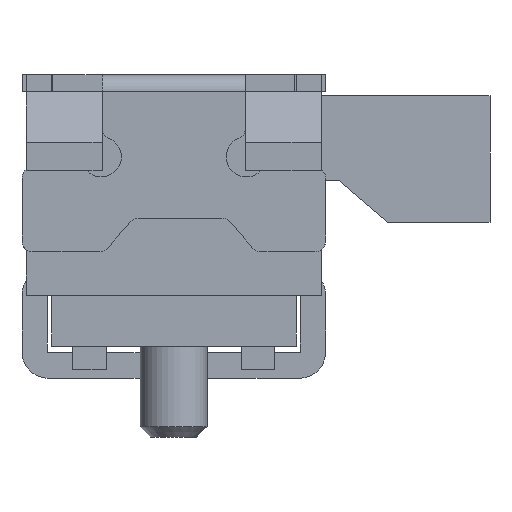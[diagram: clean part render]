
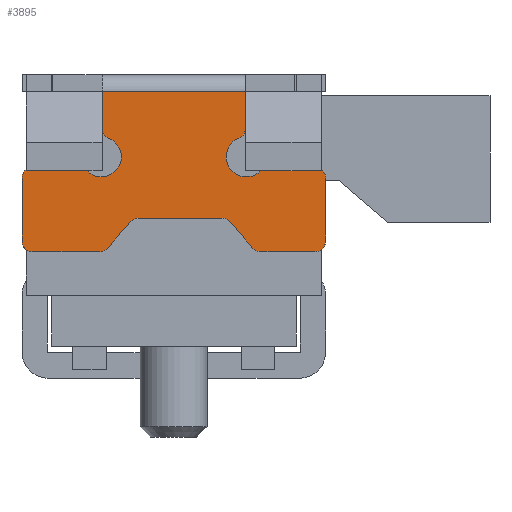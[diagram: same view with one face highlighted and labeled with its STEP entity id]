
A CAD part, left-side view. The second image highlights one B-rep face of the part: STEP entity #3895.
In plain terms, the highlighted planar face has unit normal (-1, 0, 0).
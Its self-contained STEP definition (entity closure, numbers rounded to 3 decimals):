
#203 = VERTEX_POINT('',#204);
#204 = CARTESIAN_POINT('',(-4.403,-1.036,2.476));
#212 = EDGE_CURVE('',#203,#213,#215,.T.);
#213 = VERTEX_POINT('',#214);
#214 = CARTESIAN_POINT('',(-4.403,-0.776,
    2.862));
#215 = CIRCLE('',#216,0.238);
#216 = AXIS2_PLACEMENT_3D('',#217,#218,#219);
#217 = CARTESIAN_POINT('',(-4.403,-0.865,2.641));
#218 = DIRECTION('',(1.,0.,0.));
#219 = DIRECTION('',(0.,-0.72,-0.694));
#679 = VERTEX_POINT('',#680);
#680 = CARTESIAN_POINT('',(-4.403,-0.942,
    1.559));
#686 = EDGE_CURVE('',#687,#679,#689,.T.);
#687 = VERTEX_POINT('',#688);
#688 = CARTESIAN_POINT('',(-4.403,-0.67,
    1.871));
#689 = LINE('',#690,#691);
#690 = CARTESIAN_POINT('',(-4.403,-0.67,
    1.871));
#691 = VECTOR('',#692,1.);
#692 = DIRECTION('',(0.,-0.656,-0.755));
#885 = VERTEX_POINT('',#886);
#886 = CARTESIAN_POINT('',(-4.403,-0.855,2.98));
#892 = EDGE_CURVE('',#213,#885,#893,.T.);
#893 = CIRCLE('',#894,0.127);
#894 = AXIS2_PLACEMENT_3D('',#895,#896,#897);
#895 = CARTESIAN_POINT('',(-4.403,-0.728,2.98));
#896 = DIRECTION('',(-1.,0.,0.));
#897 = DIRECTION('',(0.,-0.374,-0.927));
#1367 = VERTEX_POINT('',#1368);
#1368 = CARTESIAN_POINT('',(-4.403,0.766,
    2.862));
#1374 = EDGE_CURVE('',#1375,#1367,#1377,.T.);
#1375 = VERTEX_POINT('',#1376);
#1376 = CARTESIAN_POINT('',(-4.403,0.845,2.98));
#1377 = CIRCLE('',#1378,0.127);
#1378 = AXIS2_PLACEMENT_3D('',#1379,#1380,#1381);
#1379 = CARTESIAN_POINT('',(-4.403,0.718,2.98));
#1380 = DIRECTION('',(-1.,0.,0.));
#1381 = DIRECTION('',(0.,1.,0.));
#1831 = VERTEX_POINT('',#1832);
#1832 = CARTESIAN_POINT('',(-4.403,-1.678,1.515));
#1838 = EDGE_CURVE('',#1831,#1839,#1841,.T.);
#1839 = VERTEX_POINT('',#1840);
#1840 = CARTESIAN_POINT('',(-4.403,-1.038,1.515));
#1841 = LINE('',#1842,#1843);
#1842 = CARTESIAN_POINT('',(-4.403,-1.678,1.515));
#1843 = VECTOR('',#1844,1.);
#1844 = DIRECTION('',(0.,1.,0.));
#1981 = EDGE_CURVE('',#1982,#1984,#1986,.T.);
#1982 = VERTEX_POINT('',#1983);
#1983 = CARTESIAN_POINT('',(-4.403,1.795,2.388));
#1984 = VERTEX_POINT('',#1985);
#1985 = CARTESIAN_POINT('',(-4.403,1.795,1.642));
#1986 = LINE('',#1987,#1988);
#1987 = CARTESIAN_POINT('',(-4.403,1.795,2.388));
#1988 = VECTOR('',#1989,1.);
#1989 = DIRECTION('',(0.,0.,-1.));
#2508 = EDGE_CURVE('',#2509,#1982,#2511,.T.);
#2509 = VERTEX_POINT('',#2510);
#2510 = CARTESIAN_POINT('',(-4.403,1.745,2.489));
#2511 = CIRCLE('',#2512,0.127);
#2512 = AXIS2_PLACEMENT_3D('',#2513,#2514,#2515);
#2513 = CARTESIAN_POINT('',(-4.403,1.668,2.388));
#2514 = DIRECTION('',(-1.,0.,0.));
#2515 = DIRECTION('',(0.,0.606,0.795));
#2754 = VERTEX_POINT('',#2755);
#2755 = CARTESIAN_POINT('',(-4.403,0.845,3.044));
#2801 = VERTEX_POINT('',#2802);
#2802 = CARTESIAN_POINT('',(-4.403,-0.855,3.044));
#2808 = EDGE_CURVE('',#885,#2801,#2809,.T.);
#2809 = LINE('',#2810,#2811);
#2810 = CARTESIAN_POINT('',(-4.403,-0.855,2.98));
#2811 = VECTOR('',#2812,1.);
#2812 = DIRECTION('',(0.,0.,1.));
#2877 = EDGE_CURVE('',#1375,#2754,#2878,.T.);
#2878 = LINE('',#2879,#2880);
#2879 = CARTESIAN_POINT('',(-4.403,0.845,2.98));
#2880 = VECTOR('',#2881,1.);
#2881 = DIRECTION('',(0.,0.,1.));
#3594 = VERTEX_POINT('',#3595);
#3595 = CARTESIAN_POINT('',(-4.403,-1.755,2.476));
#3601 = EDGE_CURVE('',#3602,#3594,#3604,.T.);
#3602 = VERTEX_POINT('',#3603);
#3603 = CARTESIAN_POINT('',(-4.403,-1.755,2.489));
#3604 = LINE('',#3605,#3606);
#3605 = CARTESIAN_POINT('',(-4.403,-1.755,2.489));
#3606 = VECTOR('',#3607,1.);
#3607 = DIRECTION('',(0.,0.,-1.));
#3895 = ADVANCED_FACE('',(#3896),#4048,.F.);
#3896 = FACE_BOUND('',#3897,.T.);
#3897 = EDGE_LOOP('',(#3898,#3904,#3905,#3906,#3907,#3915,#3923,#3929,
    #3930,#3931,#3940,#3948,#3954,#3955,#3956,#3965,#3973,#3982,#3990,
    #3999,#4007,#4014,#4015,#4022,#4023,#4032,#4040,#4047));
#3898 = ORIENTED_EDGE('',*,*,#3899,.F.);
#3899 = EDGE_CURVE('',#203,#3594,#3900,.T.);
#3900 = LINE('',#3901,#3902);
#3901 = CARTESIAN_POINT('',(-4.403,-1.036,2.476));
#3902 = VECTOR('',#3903,1.);
#3903 = DIRECTION('',(0.,-1.,0.));
#3904 = ORIENTED_EDGE('',*,*,#212,.T.);
#3905 = ORIENTED_EDGE('',*,*,#892,.T.);
#3906 = ORIENTED_EDGE('',*,*,#2808,.T.);
#3907 = ORIENTED_EDGE('',*,*,#3908,.F.);
#3908 = EDGE_CURVE('',#3909,#2801,#3911,.T.);
#3909 = VERTEX_POINT('',#3910);
#3910 = CARTESIAN_POINT('',(-4.403,-0.855,3.412));
#3911 = LINE('',#3912,#3913);
#3912 = CARTESIAN_POINT('',(-4.403,-0.855,3.412));
#3913 = VECTOR('',#3914,1.);
#3914 = DIRECTION('',(0.,0.,-1.));
#3915 = ORIENTED_EDGE('',*,*,#3916,.T.);
#3916 = EDGE_CURVE('',#3909,#3917,#3919,.T.);
#3917 = VERTEX_POINT('',#3918);
#3918 = CARTESIAN_POINT('',(-4.403,0.845,3.412));
#3919 = LINE('',#3920,#3921);
#3920 = CARTESIAN_POINT('',(-4.403,-0.855,3.412));
#3921 = VECTOR('',#3922,1.);
#3922 = DIRECTION('',(0.,1.,0.));
#3923 = ORIENTED_EDGE('',*,*,#3924,.T.);
#3924 = EDGE_CURVE('',#3917,#2754,#3925,.T.);
#3925 = LINE('',#3926,#3927);
#3926 = CARTESIAN_POINT('',(-4.403,0.845,3.412));
#3927 = VECTOR('',#3928,1.);
#3928 = DIRECTION('',(0.,0.,-1.));
#3929 = ORIENTED_EDGE('',*,*,#2877,.F.);
#3930 = ORIENTED_EDGE('',*,*,#1374,.T.);
#3931 = ORIENTED_EDGE('',*,*,#3932,.T.);
#3932 = EDGE_CURVE('',#1367,#3933,#3935,.T.);
#3933 = VERTEX_POINT('',#3934);
#3934 = CARTESIAN_POINT('',(-4.403,1.026,2.476));
#3935 = CIRCLE('',#3936,0.238);
#3936 = AXIS2_PLACEMENT_3D('',#3937,#3938,#3939);
#3937 = CARTESIAN_POINT('',(-4.403,0.855,2.641));
#3938 = DIRECTION('',(1.,0.,0.));
#3939 = DIRECTION('',(0.,-0.374,0.927));
#3940 = ORIENTED_EDGE('',*,*,#3941,.F.);
#3941 = EDGE_CURVE('',#3942,#3933,#3944,.T.);
#3942 = VERTEX_POINT('',#3943);
#3943 = CARTESIAN_POINT('',(-4.403,1.745,2.476));
#3944 = LINE('',#3945,#3946);
#3945 = CARTESIAN_POINT('',(-4.403,1.745,2.476));
#3946 = VECTOR('',#3947,1.);
#3947 = DIRECTION('',(0.,-1.,0.));
#3948 = ORIENTED_EDGE('',*,*,#3949,.F.);
#3949 = EDGE_CURVE('',#2509,#3942,#3950,.T.);
#3950 = LINE('',#3951,#3952);
#3951 = CARTESIAN_POINT('',(-4.403,1.745,2.489));
#3952 = VECTOR('',#3953,1.);
#3953 = DIRECTION('',(0.,0.,-1.));
#3954 = ORIENTED_EDGE('',*,*,#2508,.T.);
#3955 = ORIENTED_EDGE('',*,*,#1981,.T.);
#3956 = ORIENTED_EDGE('',*,*,#3957,.T.);
#3957 = EDGE_CURVE('',#1984,#3958,#3960,.T.);
#3958 = VERTEX_POINT('',#3959);
#3959 = CARTESIAN_POINT('',(-4.403,1.668,1.515));
#3960 = CIRCLE('',#3961,0.127);
#3961 = AXIS2_PLACEMENT_3D('',#3962,#3963,#3964);
#3962 = CARTESIAN_POINT('',(-4.403,1.668,1.642));
#3963 = DIRECTION('',(-1.,0.,0.));
#3964 = DIRECTION('',(0.,1.,0.));
#3965 = ORIENTED_EDGE('',*,*,#3966,.F.);
#3966 = EDGE_CURVE('',#3967,#3958,#3969,.T.);
#3967 = VERTEX_POINT('',#3968);
#3968 = CARTESIAN_POINT('',(-4.403,0.877,1.515));
#3969 = LINE('',#3970,#3971);
#3970 = CARTESIAN_POINT('',(-4.403,0.877,1.515));
#3971 = VECTOR('',#3972,1.);
#3972 = DIRECTION('',(0.,1.,0.));
#3973 = ORIENTED_EDGE('',*,*,#3974,.T.);
#3974 = EDGE_CURVE('',#3967,#3975,#3977,.T.);
#3975 = VERTEX_POINT('',#3976);
#3976 = CARTESIAN_POINT('',(-4.403,0.782,
    1.558));
#3977 = CIRCLE('',#3978,0.127);
#3978 = AXIS2_PLACEMENT_3D('',#3979,#3980,#3981);
#3979 = CARTESIAN_POINT('',(-4.403,0.877,1.642));
#3980 = DIRECTION('',(-1.,0.,0.));
#3981 = DIRECTION('',(0.,0.,-1.));
#3982 = ORIENTED_EDGE('',*,*,#3983,.T.);
#3983 = EDGE_CURVE('',#3975,#3984,#3986,.T.);
#3984 = VERTEX_POINT('',#3985);
#3985 = CARTESIAN_POINT('',(-4.403,0.506,
    1.872));
#3986 = LINE('',#3987,#3988);
#3987 = CARTESIAN_POINT('',(-4.403,0.782,
    1.558));
#3988 = VECTOR('',#3989,1.);
#3989 = DIRECTION('',(0.,-0.661,0.75));
#3990 = ORIENTED_EDGE('',*,*,#3991,.T.);
#3991 = EDGE_CURVE('',#3984,#3992,#3994,.T.);
#3992 = VERTEX_POINT('',#3993);
#3993 = CARTESIAN_POINT('',(-4.403,0.41,1.915));
#3994 = CIRCLE('',#3995,0.127);
#3995 = AXIS2_PLACEMENT_3D('',#3996,#3997,#3998);
#3996 = CARTESIAN_POINT('',(-4.403,0.41,1.788));
#3997 = DIRECTION('',(1.,0.,0.));
#3998 = DIRECTION('',(0.,0.75,0.661));
#3999 = ORIENTED_EDGE('',*,*,#4000,.T.);
#4000 = EDGE_CURVE('',#3992,#4001,#4003,.T.);
#4001 = VERTEX_POINT('',#4002);
#4002 = CARTESIAN_POINT('',(-4.403,-0.574,1.915));
#4003 = LINE('',#4004,#4005);
#4004 = CARTESIAN_POINT('',(-4.403,0.41,1.915));
#4005 = VECTOR('',#4006,1.);
#4006 = DIRECTION('',(0.,-1.,0.));
#4007 = ORIENTED_EDGE('',*,*,#4008,.T.);
#4008 = EDGE_CURVE('',#4001,#687,#4009,.T.);
#4009 = CIRCLE('',#4010,0.127);
#4010 = AXIS2_PLACEMENT_3D('',#4011,#4012,#4013);
#4011 = CARTESIAN_POINT('',(-4.403,-0.574,1.788));
#4012 = DIRECTION('',(1.,0.,0.));
#4013 = DIRECTION('',(0.,0.,1.));
#4014 = ORIENTED_EDGE('',*,*,#686,.T.);
#4015 = ORIENTED_EDGE('',*,*,#4016,.T.);
#4016 = EDGE_CURVE('',#679,#1839,#4017,.T.);
#4017 = CIRCLE('',#4018,0.127);
#4018 = AXIS2_PLACEMENT_3D('',#4019,#4020,#4021);
#4019 = CARTESIAN_POINT('',(-4.403,-1.038,1.642));
#4020 = DIRECTION('',(-1.,0.,0.));
#4021 = DIRECTION('',(0.,0.755,-0.656));
#4022 = ORIENTED_EDGE('',*,*,#1838,.F.);
#4023 = ORIENTED_EDGE('',*,*,#4024,.T.);
#4024 = EDGE_CURVE('',#1831,#4025,#4027,.T.);
#4025 = VERTEX_POINT('',#4026);
#4026 = CARTESIAN_POINT('',(-4.403,-1.805,1.642));
#4027 = CIRCLE('',#4028,0.127);
#4028 = AXIS2_PLACEMENT_3D('',#4029,#4030,#4031);
#4029 = CARTESIAN_POINT('',(-4.403,-1.678,1.642));
#4030 = DIRECTION('',(-1.,0.,0.));
#4031 = DIRECTION('',(0.,0.,-1.));
#4032 = ORIENTED_EDGE('',*,*,#4033,.F.);
#4033 = EDGE_CURVE('',#4034,#4025,#4036,.T.);
#4034 = VERTEX_POINT('',#4035);
#4035 = CARTESIAN_POINT('',(-4.403,-1.805,2.388));
#4036 = LINE('',#4037,#4038);
#4037 = CARTESIAN_POINT('',(-4.403,-1.805,2.388));
#4038 = VECTOR('',#4039,1.);
#4039 = DIRECTION('',(0.,0.,-1.));
#4040 = ORIENTED_EDGE('',*,*,#4041,.T.);
#4041 = EDGE_CURVE('',#4034,#3602,#4042,.T.);
#4042 = CIRCLE('',#4043,0.127);
#4043 = AXIS2_PLACEMENT_3D('',#4044,#4045,#4046);
#4044 = CARTESIAN_POINT('',(-4.403,-1.678,2.388));
#4045 = DIRECTION('',(-1.,0.,0.));
#4046 = DIRECTION('',(0.,-1.,0.));
#4047 = ORIENTED_EDGE('',*,*,#3601,.T.);
#4048 = PLANE('',#4049);
#4049 = AXIS2_PLACEMENT_3D('',#4050,#4051,#4052);
#4050 = CARTESIAN_POINT('',(-4.403,-1.805,3.412));
#4051 = DIRECTION('',(1.,0.,0.));
#4052 = DIRECTION('',(0.,0.,1.));
